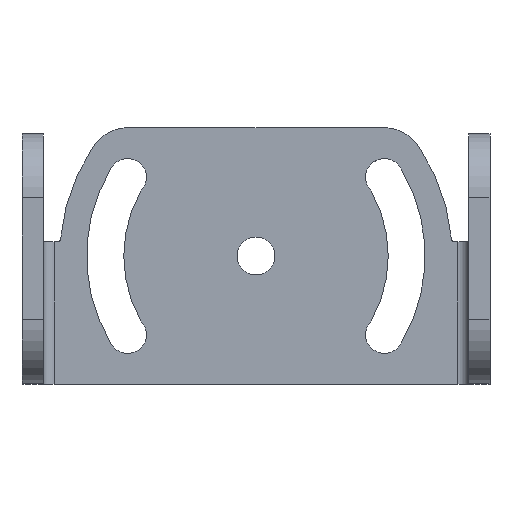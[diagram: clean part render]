
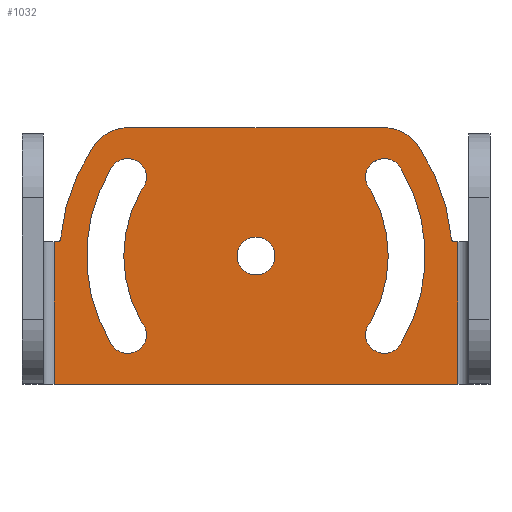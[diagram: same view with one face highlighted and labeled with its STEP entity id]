
A CAD part, top view. The second image highlights one B-rep face of the part: STEP entity #1032.
In plain terms, the highlighted planar face has unit normal (0, 0, 1).
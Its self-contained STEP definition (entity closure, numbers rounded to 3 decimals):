
#43=CIRCLE('',#1124,0.404);
#44=CIRCLE('',#1125,27.5);
#45=CIRCLE('',#1126,6.);
#46=CIRCLE('',#1127,6.);
#47=CIRCLE('',#1128,27.5);
#48=CIRCLE('',#1129,0.404);
#49=CIRCLE('',#1130,18.539);
#50=CIRCLE('',#1131,2.65);
#51=CIRCLE('',#1132,23.713);
#52=CIRCLE('',#1133,2.65);
#53=CIRCLE('',#1134,18.539);
#54=CIRCLE('',#1135,2.65);
#55=CIRCLE('',#1136,23.745);
#56=CIRCLE('',#1137,2.65);
#57=CIRCLE('',#1138,2.65);
#202=ORIENTED_EDGE('',*,*,#500,.F.);
#203=ORIENTED_EDGE('',*,*,#501,.F.);
#204=ORIENTED_EDGE('',*,*,#502,.F.);
#205=ORIENTED_EDGE('',*,*,#503,.F.);
#206=ORIENTED_EDGE('',*,*,#452,.T.);
#207=ORIENTED_EDGE('',*,*,#504,.F.);
#208=ORIENTED_EDGE('',*,*,#505,.F.);
#209=ORIENTED_EDGE('',*,*,#506,.F.);
#210=ORIENTED_EDGE('',*,*,#507,.F.);
#211=ORIENTED_EDGE('',*,*,#508,.F.);
#212=ORIENTED_EDGE('',*,*,#473,.T.);
#213=ORIENTED_EDGE('',*,*,#509,.F.);
#214=ORIENTED_EDGE('',*,*,#510,.F.);
#215=ORIENTED_EDGE('',*,*,#511,.F.);
#216=ORIENTED_EDGE('',*,*,#512,.F.);
#217=ORIENTED_EDGE('',*,*,#513,.F.);
#218=ORIENTED_EDGE('',*,*,#514,.F.);
#219=ORIENTED_EDGE('',*,*,#515,.F.);
#220=ORIENTED_EDGE('',*,*,#516,.F.);
#221=ORIENTED_EDGE('',*,*,#517,.F.);
#222=ORIENTED_EDGE('',*,*,#518,.F.);
#452=EDGE_CURVE('',#599,#602,#708,.T.);
#473=EDGE_CURVE('',#624,#623,#724,.T.);
#500=EDGE_CURVE('',#648,#649,#733,.T.);
#501=EDGE_CURVE('',#650,#648,#43,.T.);
#502=EDGE_CURVE('',#651,#650,#44,.F.);
#503=EDGE_CURVE('',#599,#651,#45,.F.);
#504=EDGE_CURVE('',#652,#602,#46,.F.);
#505=EDGE_CURVE('',#653,#652,#47,.F.);
#506=EDGE_CURVE('',#654,#653,#48,.T.);
#507=EDGE_CURVE('',#655,#654,#734,.T.);
#508=EDGE_CURVE('',#624,#655,#735,.T.);
#509=EDGE_CURVE('',#649,#623,#736,.T.);
#510=EDGE_CURVE('',#656,#657,#49,.F.);
#511=EDGE_CURVE('',#658,#656,#50,.T.);
#512=EDGE_CURVE('',#659,#658,#51,.T.);
#513=EDGE_CURVE('',#657,#659,#52,.T.);
#514=EDGE_CURVE('',#660,#661,#53,.F.);
#515=EDGE_CURVE('',#662,#660,#54,.T.);
#516=EDGE_CURVE('',#663,#662,#55,.T.);
#517=EDGE_CURVE('',#661,#663,#56,.T.);
#518=EDGE_CURVE('',#664,#664,#57,.T.);
#599=VERTEX_POINT('',#1585);
#602=VERTEX_POINT('',#1590);
#623=VERTEX_POINT('',#1637);
#624=VERTEX_POINT('',#1639);
#648=VERTEX_POINT('',#1692);
#649=VERTEX_POINT('',#1693);
#650=VERTEX_POINT('',#1695);
#651=VERTEX_POINT('',#1697);
#652=VERTEX_POINT('',#1700);
#653=VERTEX_POINT('',#1702);
#654=VERTEX_POINT('',#1704);
#655=VERTEX_POINT('',#1706);
#656=VERTEX_POINT('',#1710);
#657=VERTEX_POINT('',#1711);
#658=VERTEX_POINT('',#1713);
#659=VERTEX_POINT('',#1715);
#660=VERTEX_POINT('',#1718);
#661=VERTEX_POINT('',#1719);
#662=VERTEX_POINT('',#1721);
#663=VERTEX_POINT('',#1723);
#664=VERTEX_POINT('',#1726);
#708=LINE('',#1591,#772);
#724=LINE('',#1638,#788);
#733=LINE('',#1691,#797);
#734=LINE('',#1705,#798);
#735=LINE('',#1707,#799);
#736=LINE('',#1708,#800);
#772=VECTOR('',#1241,1000.);
#788=VECTOR('',#1277,1000.);
#797=VECTOR('',#1326,1000.);
#798=VECTOR('',#1339,1000.);
#799=VECTOR('',#1340,1000.);
#800=VECTOR('',#1341,1000.);
#843=EDGE_LOOP('',(#202,#203,#204,#205,#206,#207,#208,#209,#210,#211,#212,
#213));
#844=EDGE_LOOP('',(#214,#215,#216,#217));
#845=EDGE_LOOP('',(#218,#219,#220,#221));
#846=EDGE_LOOP('',(#222));
#933=FACE_BOUND('',#843,.T.);
#934=FACE_BOUND('',#844,.T.);
#935=FACE_BOUND('',#845,.T.);
#936=FACE_BOUND('',#846,.T.);
#1018=PLANE('',#1123);
#1032=ADVANCED_FACE('',(#933,#934,#935,#936),#1018,.T.);
#1123=AXIS2_PLACEMENT_3D('',#1690,#1324,#1325);
#1124=AXIS2_PLACEMENT_3D('',#1694,#1327,#1328);
#1125=AXIS2_PLACEMENT_3D('',#1696,#1329,#1330);
#1126=AXIS2_PLACEMENT_3D('',#1698,#1331,#1332);
#1127=AXIS2_PLACEMENT_3D('',#1699,#1333,#1334);
#1128=AXIS2_PLACEMENT_3D('',#1701,#1335,#1336);
#1129=AXIS2_PLACEMENT_3D('',#1703,#1337,#1338);
#1130=AXIS2_PLACEMENT_3D('',#1709,#1342,#1343);
#1131=AXIS2_PLACEMENT_3D('',#1712,#1344,#1345);
#1132=AXIS2_PLACEMENT_3D('',#1714,#1346,#1347);
#1133=AXIS2_PLACEMENT_3D('',#1716,#1348,#1349);
#1134=AXIS2_PLACEMENT_3D('',#1717,#1350,#1351);
#1135=AXIS2_PLACEMENT_3D('',#1720,#1352,#1353);
#1136=AXIS2_PLACEMENT_3D('',#1722,#1354,#1355);
#1137=AXIS2_PLACEMENT_3D('',#1724,#1356,#1357);
#1138=AXIS2_PLACEMENT_3D('',#1725,#1358,#1359);
#1241=DIRECTION('',(-1.,0.,0.));
#1277=DIRECTION('',(1.,0.,0.));
#1324=DIRECTION('',(0.,0.,1.));
#1325=DIRECTION('',(1.,0.,0.));
#1326=DIRECTION('',(1.,0.,0.));
#1327=DIRECTION('',(0.,0.,1.));
#1328=DIRECTION('',(1.,0.,0.));
#1329=DIRECTION('',(0.,0.,1.));
#1330=DIRECTION('',(1.,0.,0.));
#1331=DIRECTION('',(0.,0.,1.));
#1332=DIRECTION('',(1.,0.,0.));
#1333=DIRECTION('',(0.,0.,1.));
#1334=DIRECTION('',(1.,0.,0.));
#1335=DIRECTION('',(0.,0.,1.));
#1336=DIRECTION('',(1.,0.,0.));
#1337=DIRECTION('',(0.,0.,1.));
#1338=DIRECTION('',(1.,0.,0.));
#1339=DIRECTION('',(1.,0.,0.));
#1340=DIRECTION('',(0.,1.,0.));
#1341=DIRECTION('',(0.,-1.,0.));
#1342=DIRECTION('',(0.,0.,1.));
#1343=DIRECTION('',(1.,0.,0.));
#1344=DIRECTION('',(0.,0.,1.));
#1345=DIRECTION('',(1.,0.,0.));
#1346=DIRECTION('',(0.,0.,1.));
#1347=DIRECTION('',(1.,0.,0.));
#1348=DIRECTION('',(0.,0.,1.));
#1349=DIRECTION('',(1.,0.,0.));
#1350=DIRECTION('',(0.,0.,1.));
#1351=DIRECTION('',(1.,0.,0.));
#1352=DIRECTION('',(0.,0.,1.));
#1353=DIRECTION('',(1.,0.,0.));
#1354=DIRECTION('',(0.,0.,1.));
#1355=DIRECTION('',(1.,0.,0.));
#1356=DIRECTION('',(0.,0.,1.));
#1357=DIRECTION('',(1.,0.,0.));
#1358=DIRECTION('',(0.,0.,1.));
#1359=DIRECTION('',(1.,0.,0.));
#1585=CARTESIAN_POINT('',(17.84,26.,3.));
#1590=CARTESIAN_POINT('',(-17.84,26.,3.));
#1591=CARTESIAN_POINT('',(-29.8,26.,3.));
#1637=CARTESIAN_POINT('',(28.3,-10.,3.));
#1638=CARTESIAN_POINT('',(-29.8,-10.,3.));
#1639=CARTESIAN_POINT('',(-28.3,-10.,3.));
#1690=CARTESIAN_POINT('',(0.,0.,3.));
#1691=CARTESIAN_POINT('',(0.,10.,3.));
#1692=CARTESIAN_POINT('',(27.8,10.,3.));
#1693=CARTESIAN_POINT('',(28.3,10.,3.));
#1694=CARTESIAN_POINT('',(27.8,10.404,3.));
#1695=CARTESIAN_POINT('',(27.398,10.369,3.));
#1696=CARTESIAN_POINT('',(0.,8.,3.));
#1697=CARTESIAN_POINT('',(22.818,23.349,3.));
#1698=CARTESIAN_POINT('',(17.84,20.,3.));
#1699=CARTESIAN_POINT('',(-17.84,20.,3.));
#1700=CARTESIAN_POINT('',(-22.818,23.349,3.));
#1701=CARTESIAN_POINT('',(0.,8.,3.));
#1702=CARTESIAN_POINT('',(-27.398,10.369,3.));
#1703=CARTESIAN_POINT('',(-27.8,10.404,3.));
#1704=CARTESIAN_POINT('',(-27.8,10.,3.));
#1705=CARTESIAN_POINT('',(0.,10.,3.));
#1706=CARTESIAN_POINT('',(-28.3,10.,3.));
#1707=CARTESIAN_POINT('',(-28.3,-10.,3.));
#1708=CARTESIAN_POINT('',(28.3,26.,3.));
#1709=CARTESIAN_POINT('',(0.,8.,3.));
#1710=CARTESIAN_POINT('',(16.151,17.102,3.));
#1711=CARTESIAN_POINT('',(16.151,-1.102,3.));
#1712=CARTESIAN_POINT('',(18.,19.,3.));
#1713=CARTESIAN_POINT('',(20.458,19.991,3.));
#1714=CARTESIAN_POINT('',(0.,8.,3.));
#1715=CARTESIAN_POINT('',(20.458,-3.991,3.));
#1716=CARTESIAN_POINT('',(18.,-3.,3.));
#1717=CARTESIAN_POINT('',(0.,8.,3.));
#1718=CARTESIAN_POINT('',(-16.151,-1.102,3.));
#1719=CARTESIAN_POINT('',(-16.151,17.102,3.));
#1720=CARTESIAN_POINT('',(-18.,-3.,3.));
#1721=CARTESIAN_POINT('',(-20.261,-4.382,3.));
#1722=CARTESIAN_POINT('',(0.,8.,3.));
#1723=CARTESIAN_POINT('',(-20.261,20.382,3.));
#1724=CARTESIAN_POINT('',(-18.,19.,3.));
#1725=CARTESIAN_POINT('',(0.,8.,3.));
#1726=CARTESIAN_POINT('',(2.65,8.,3.));
